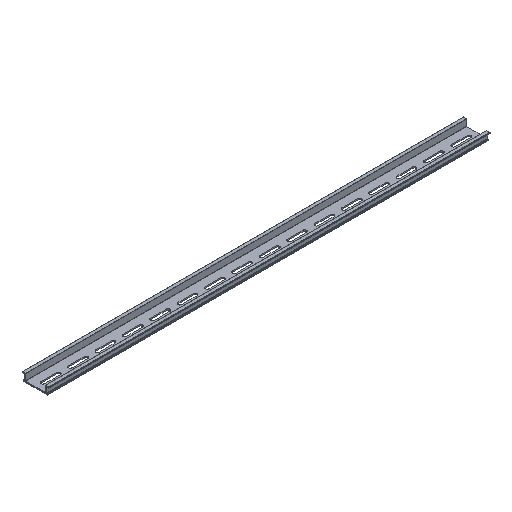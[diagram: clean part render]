
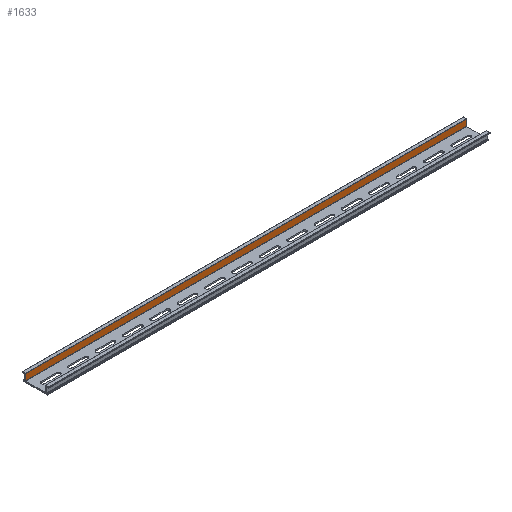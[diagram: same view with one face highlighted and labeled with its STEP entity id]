
A CAD part, isometric view. The second image highlights one B-rep face of the part: STEP entity #1633.
In plain terms, the highlighted planar face has unit normal (0, -1, 0).
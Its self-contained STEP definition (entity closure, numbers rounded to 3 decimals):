
#50 = ORIENTED_EDGE ( 'NONE', *, *, #2169, .T. ) ;
#111 = VERTEX_POINT ( 'NONE', #471 ) ;
#126 = ORIENTED_EDGE ( 'NONE', *, *, #524, .T. ) ;
#158 = DIRECTION ( 'NONE',  ( -1., 0., 0. ) ) ;
#414 = DIRECTION ( 'NONE',  ( 0., 0., -1. ) ) ;
#471 = CARTESIAN_POINT ( 'NONE',  ( -286., 13., -3.232 ) ) ;
#507 = VERTEX_POINT ( 'NONE', #694 ) ;
#524 = EDGE_CURVE ( 'NONE', #3301, #2662, #1220, .T. ) ;
#626 = CARTESIAN_POINT ( 'NONE',  ( 286., 13., 4.732 ) ) ;
#694 = CARTESIAN_POINT ( 'NONE',  ( 286., 13., -3.232 ) ) ;
#882 = LINE ( 'NONE', #1393, #1125 ) ;
#930 = CARTESIAN_POINT ( 'NONE',  ( -286., 13., 4.732 ) ) ;
#1028 = VECTOR ( 'NONE', #3035, 1000. ) ;
#1125 = VECTOR ( 'NONE', #2260, 1000. ) ;
#1170 = FACE_OUTER_BOUND ( 'NONE', #3019, .T. ) ;
#1190 = LINE ( 'NONE', #930, #3319 ) ;
#1220 = LINE ( 'NONE', #1254, #3176 ) ;
#1251 = CARTESIAN_POINT ( 'NONE',  ( -286., 13., 4.732 ) ) ;
#1254 = CARTESIAN_POINT ( 'NONE',  ( 286., 13., 4.732 ) ) ;
#1361 = EDGE_CURVE ( 'NONE', #507, #111, #2521, .T. ) ;
#1393 = CARTESIAN_POINT ( 'NONE',  ( 286., 13., 4.732 ) ) ;
#1478 = CARTESIAN_POINT ( 'NONE',  ( 286., 13., -3.232 ) ) ;
#1569 = CARTESIAN_POINT ( 'NONE',  ( 286., 13., 4.732 ) ) ;
#1633 = ADVANCED_FACE ( 'NONE', ( #1170 ), #3281, .F. ) ;
#1887 = AXIS2_PLACEMENT_3D ( 'NONE', #626, #2725, #1923 ) ;
#1923 = DIRECTION ( 'NONE',  ( 0., 0., 1. ) ) ;
#2169 = EDGE_CURVE ( 'NONE', #2662, #111, #1190, .T. ) ;
#2260 = DIRECTION ( 'NONE',  ( 0., 0., -1. ) ) ;
#2521 = LINE ( 'NONE', #1478, #1028 ) ;
#2662 = VERTEX_POINT ( 'NONE', #1251 ) ;
#2725 = DIRECTION ( 'NONE',  ( 0., 1., 0. ) ) ;
#2799 = ORIENTED_EDGE ( 'NONE', *, *, #3361, .F. ) ;
#3019 = EDGE_LOOP ( 'NONE', ( #50, #3071, #2799, #126 ) ) ;
#3035 = DIRECTION ( 'NONE',  ( -1., 0., 0. ) ) ;
#3071 = ORIENTED_EDGE ( 'NONE', *, *, #1361, .F. ) ;
#3176 = VECTOR ( 'NONE', #158, 1000. ) ;
#3281 = PLANE ( 'NONE',  #1887 ) ;
#3301 = VERTEX_POINT ( 'NONE', #1569 ) ;
#3319 = VECTOR ( 'NONE', #414, 1000. ) ;
#3361 = EDGE_CURVE ( 'NONE', #3301, #507, #882, .T. ) ;
